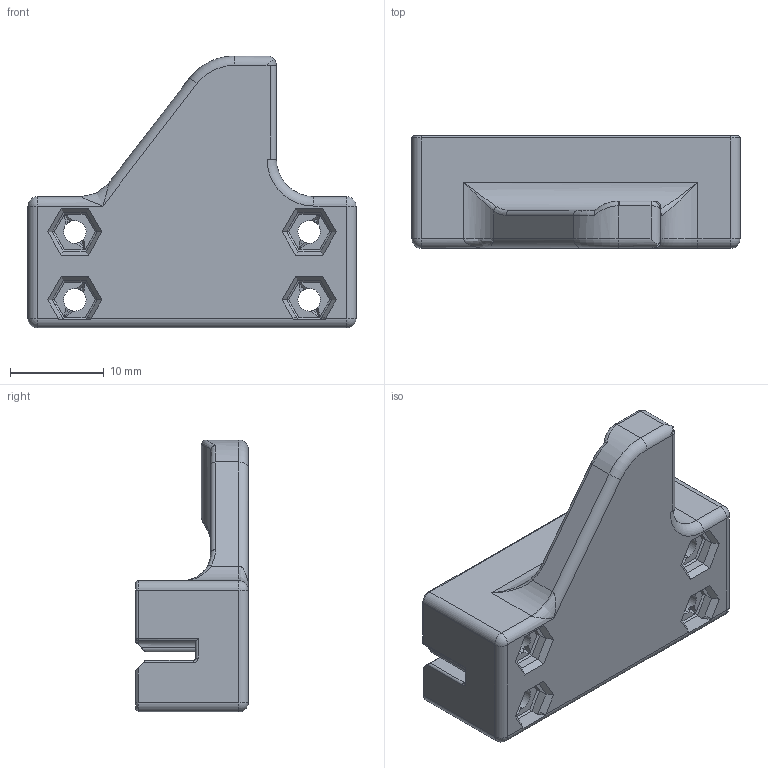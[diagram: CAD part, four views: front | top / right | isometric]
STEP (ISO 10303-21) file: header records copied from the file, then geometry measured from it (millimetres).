
FILE_DESCRIPTION (( 'STEP AP203' ), '1' );
FILE_NAME ('Single Belt Clamp With Striker.STEP', '2015-02-09T16:35:50', ( '' ), ( '' ), 'SwSTEP 2.0', 'SolidWorks 2012', '' );
FILE_SCHEMA (( 'CONFIG_CONTROL_DESIGN' ));
Length unit declared in the file: millimetre
Products named in the file (1): Single Belt Clamp With Striker
Bounding box: 35 x 12 x 29 mm (x, y, z)
Volume: 6053.3 mm3; surface area: 3434.7 mm2
Topology: 1 solids, 1 shells, 311 faces, 789 edges, 466 vertices
Faces by surface type: plane 126, cylinder 96, torus 52, cone 18, bspline 13, sphere 6
Entity records: 10277 total; most frequent: CARTESIAN_POINT 3003, ORIENTED_EDGE 1558, DIRECTION 1512, EDGE_CURVE 779, AXIS2_PLACEMENT_3D 588, VERTEX_POINT 466, LINE 336, VECTOR 336
